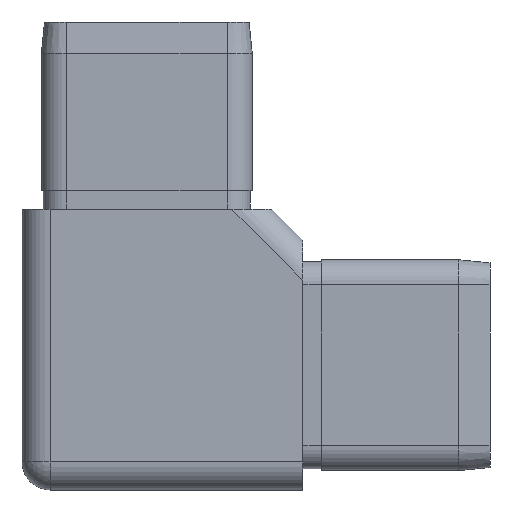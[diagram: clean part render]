
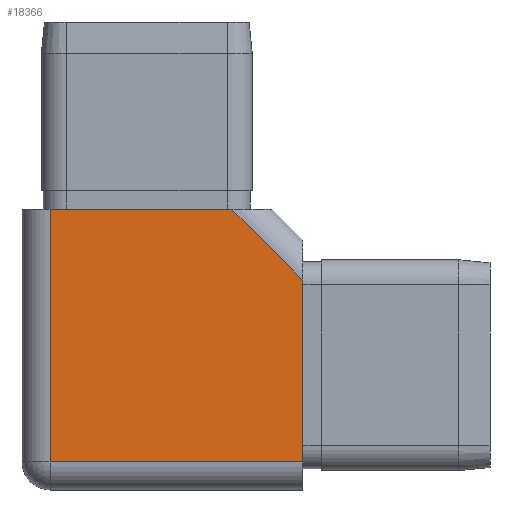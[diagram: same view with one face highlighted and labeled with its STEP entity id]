
A CAD part, left-side view. The second image highlights one B-rep face of the part: STEP entity #18366.
In plain terms, the highlighted planar face has unit normal (-1, 0, 0).
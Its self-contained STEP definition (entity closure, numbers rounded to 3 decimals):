
#125 = LINE ( 'NONE', #2031, #13207 ) ;
#425 = LINE ( 'NONE', #10004, #3583 ) ;
#517 = VECTOR ( 'NONE', #669, 1000. ) ;
#669 = DIRECTION ( 'NONE',  ( 0., -1., 0. ) ) ;
#699 = AXIS2_PLACEMENT_3D ( 'NONE', #9895, #10021, #1242 ) ;
#1242 = DIRECTION ( 'NONE',  ( 0., 1., 0. ) ) ;
#1292 = CARTESIAN_POINT ( 'NONE',  ( -22.5, 22.5, 22.5 ) ) ;
#2031 = CARTESIAN_POINT ( 'NONE',  ( -22.5, -22.5, 22.5 ) ) ;
#2043 = CARTESIAN_POINT ( 'NONE',  ( -22.5, -11.136, 22.5 ) ) ;
#3583 = VECTOR ( 'NONE', #17080, 1000. ) ;
#3654 = ORIENTED_EDGE ( 'NONE', *, *, #18611, .F. ) ;
#3691 = CARTESIAN_POINT ( 'NONE',  ( -22.5, 22.5, -18. ) ) ;
#3728 = VERTEX_POINT ( 'NONE', #9206 ) ;
#4514 = LINE ( 'NONE', #1292, #12591 ) ;
#4779 = EDGE_CURVE ( 'NONE', #16480, #12293, #10449, .T. ) ;
#6295 = CARTESIAN_POINT ( 'NONE',  ( -22.5, 18., 22.5 ) ) ;
#7516 = CARTESIAN_POINT ( 'NONE',  ( -22.5, -22.5, -18. ) ) ;
#7637 = DIRECTION ( 'NONE',  ( 0., 0., -1. ) ) ;
#8595 = EDGE_CURVE ( 'NONE', #9011, #11315, #425, .T. ) ;
#9011 = VERTEX_POINT ( 'NONE', #11051 ) ;
#9206 = CARTESIAN_POINT ( 'NONE',  ( -22.5, 18., 22.5 ) ) ;
#9494 = DIRECTION ( 'NONE',  ( 0., 0., -1. ) ) ;
#9895 = CARTESIAN_POINT ( 'NONE',  ( -22.5, 22.5, 22.5 ) ) ;
#10004 = CARTESIAN_POINT ( 'NONE',  ( -22.5, -14.318, 19.318 ) ) ;
#10021 = DIRECTION ( 'NONE',  ( 1., 0., 0. ) ) ;
#10449 = LINE ( 'NONE', #3691, #517 ) ;
#11051 = CARTESIAN_POINT ( 'NONE',  ( -22.5, -22.5, 11.136 ) ) ;
#11067 = CARTESIAN_POINT ( 'NONE',  ( -22.5, 18., -18. ) ) ;
#11315 = VERTEX_POINT ( 'NONE', #2043 ) ;
#11364 = ORIENTED_EDGE ( 'NONE', *, *, #18055, .T. ) ;
#11389 = FACE_OUTER_BOUND ( 'NONE', #13229, .T. ) ;
#11412 = VECTOR ( 'NONE', #7637, 1000. ) ;
#12293 = VERTEX_POINT ( 'NONE', #7516 ) ;
#12591 = VECTOR ( 'NONE', #14424, 1000. ) ;
#12712 = ORIENTED_EDGE ( 'NONE', *, *, #14561, .F. ) ;
#13207 = VECTOR ( 'NONE', #9494, 1000. ) ;
#13229 = EDGE_LOOP ( 'NONE', ( #3654, #18619, #12712, #11364, #14141 ) ) ;
#14141 = ORIENTED_EDGE ( 'NONE', *, *, #4779, .T. ) ;
#14424 = DIRECTION ( 'NONE',  ( 0., -1., 0. ) ) ;
#14561 = EDGE_CURVE ( 'NONE', #3728, #11315, #4514, .T. ) ;
#15701 = PLANE ( 'NONE',  #699 ) ;
#16480 = VERTEX_POINT ( 'NONE', #11067 ) ;
#17080 = DIRECTION ( 'NONE',  ( 0., 0.707, 0.707 ) ) ;
#17773 = LINE ( 'NONE', #6295, #11412 ) ;
#18055 = EDGE_CURVE ( 'NONE', #3728, #16480, #17773, .T. ) ;
#18366 = ADVANCED_FACE ( 'NONE', ( #11389 ), #15701, .F. ) ;
#18611 = EDGE_CURVE ( 'NONE', #9011, #12293, #125, .T. ) ;
#18619 = ORIENTED_EDGE ( 'NONE', *, *, #8595, .T. ) ;
